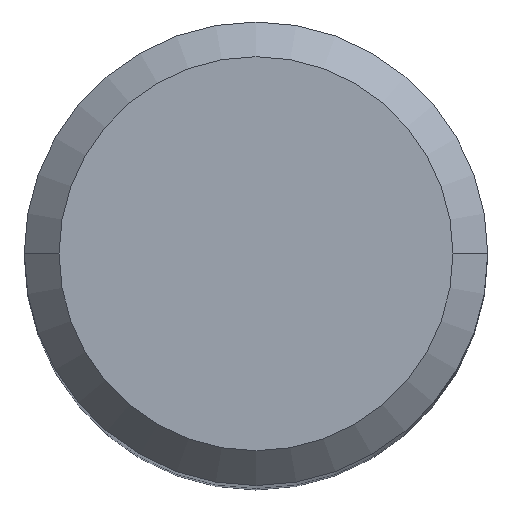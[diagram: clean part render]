
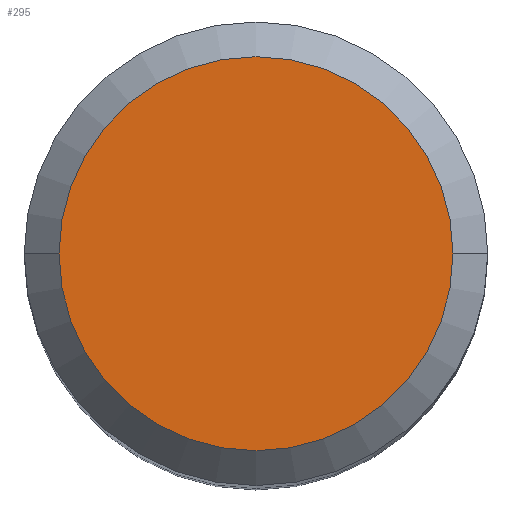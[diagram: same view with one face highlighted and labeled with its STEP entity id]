
A CAD part, top view. The second image highlights one B-rep face of the part: STEP entity #295.
In plain terms, the highlighted planar face has unit normal (0, 0, 1).
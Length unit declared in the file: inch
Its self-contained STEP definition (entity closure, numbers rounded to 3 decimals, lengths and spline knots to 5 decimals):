
#26 = EDGE_CURVE ( 'NONE', #426, #35, #66, .T. ) ;
#27 = EDGE_LOOP ( 'NONE', ( #133, #187 ) ) ;
#34 = DIRECTION ( 'NONE',  ( 0., 0., 1. ) ) ;
#35 = VERTEX_POINT ( 'NONE', #115 ) ;
#66 = CIRCLE ( 'NONE', #404, 0.20077 ) ;
#74 = DIRECTION ( 'NONE',  ( 0., 0., -1. ) ) ;
#106 = CARTESIAN_POINT ( 'NONE',  ( 0., 0., 0. ) ) ;
#115 = CARTESIAN_POINT ( 'NONE',  ( -0.20077, 0., 0. ) ) ;
#133 = ORIENTED_EDGE ( 'NONE', *, *, #344, .T. ) ;
#151 = DIRECTION ( 'NONE',  ( 0., 0., 1. ) ) ;
#159 = CARTESIAN_POINT ( 'NONE',  ( 0., 0., 0. ) ) ;
#180 = CARTESIAN_POINT ( 'NONE',  ( 0., 0., 0. ) ) ;
#187 = ORIENTED_EDGE ( 'NONE', *, *, #26, .T. ) ;
#215 = PLANE ( 'NONE',  #227 ) ;
#227 = AXIS2_PLACEMENT_3D ( 'NONE', #180, #74, #395 ) ;
#275 = AXIS2_PLACEMENT_3D ( 'NONE', #106, #34, #429 ) ;
#295 = ADVANCED_FACE ( 'NONE', ( #330 ), #215, .F. ) ;
#330 = FACE_OUTER_BOUND ( 'NONE', #27, .T. ) ;
#344 = EDGE_CURVE ( 'NONE', #35, #426, #413, .T. ) ;
#357 = CARTESIAN_POINT ( 'NONE',  ( 0.20077, 0., 0. ) ) ;
#395 = DIRECTION ( 'NONE',  ( -1., 0., 0. ) ) ;
#404 = AXIS2_PLACEMENT_3D ( 'NONE', #159, #151, #441 ) ;
#413 = CIRCLE ( 'NONE', #275, 0.20077 ) ;
#426 = VERTEX_POINT ( 'NONE', #357 ) ;
#429 = DIRECTION ( 'NONE',  ( 1., 0., 0. ) ) ;
#441 = DIRECTION ( 'NONE',  ( 1., 0., 0. ) ) ;
